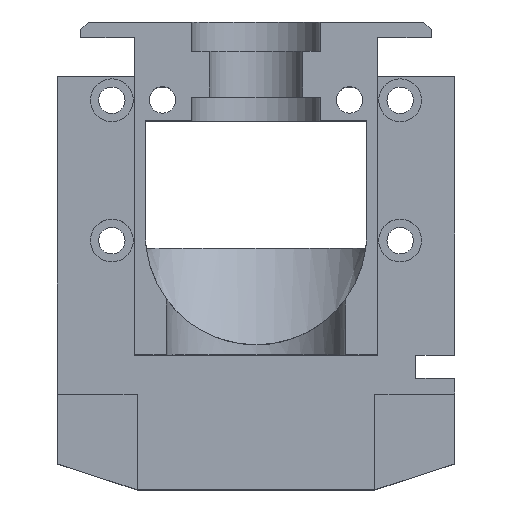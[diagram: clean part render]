
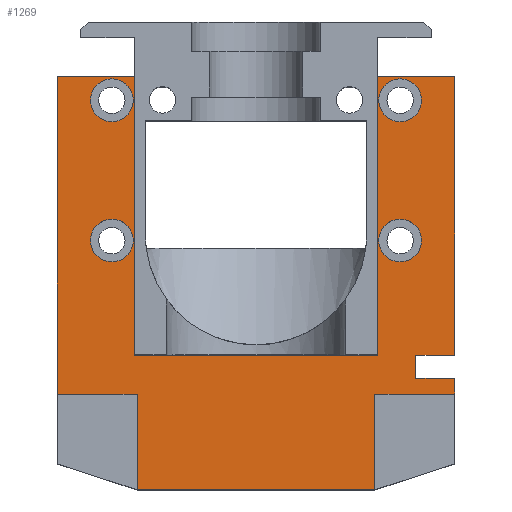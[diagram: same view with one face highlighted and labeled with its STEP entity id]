
A CAD part, top view. The second image highlights one B-rep face of the part: STEP entity #1269.
In plain terms, the highlighted planar face has unit normal (0, 0, 1).
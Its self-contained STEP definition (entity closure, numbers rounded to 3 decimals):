
#316 = VERTEX_POINT('',#317);
#317 = CARTESIAN_POINT('',(-15.6,13.,5.));
#324 = VERTEX_POINT('',#325);
#325 = CARTESIAN_POINT('',(15.6,13.,5.));
#493 = VERTEX_POINT('',#494);
#494 = CARTESIAN_POINT('',(15.6,-22.7,5.));
#500 = EDGE_CURVE('',#324,#493,#501,.T.);
#501 = LINE('',#502,#503);
#502 = CARTESIAN_POINT('',(15.6,18.,5.));
#503 = VECTOR('',#504,1.);
#504 = DIRECTION('',(0.,-1.,0.));
#821 = EDGE_CURVE('',#316,#822,#824,.T.);
#822 = VERTEX_POINT('',#823);
#823 = CARTESIAN_POINT('',(-15.6,-22.7,5.));
#824 = LINE('',#825,#826);
#825 = CARTESIAN_POINT('',(-15.6,13.,5.));
#826 = VECTOR('',#827,1.);
#827 = DIRECTION('',(0.,-1.,0.));
#855 = VERTEX_POINT('',#856);
#856 = CARTESIAN_POINT('',(-25.5,13.,5.));
#862 = EDGE_CURVE('',#855,#316,#863,.T.);
#863 = LINE('',#864,#865);
#864 = CARTESIAN_POINT('',(-25.5,13.,5.));
#865 = VECTOR('',#866,1.);
#866 = DIRECTION('',(1.,0.,0.));
#869 = EDGE_CURVE('',#324,#870,#872,.T.);
#870 = VERTEX_POINT('',#871);
#871 = CARTESIAN_POINT('',(25.5,13.,5.));
#872 = LINE('',#873,#874);
#873 = CARTESIAN_POINT('',(15.6,13.,5.));
#874 = VECTOR('',#875,1.);
#875 = DIRECTION('',(1.,0.,0.));
#1229 = EDGE_CURVE('',#822,#493,#1230,.T.);
#1230 = LINE('',#1231,#1232);
#1231 = CARTESIAN_POINT('',(-15.6,-22.7,5.));
#1232 = VECTOR('',#1233,1.);
#1233 = DIRECTION('',(1.,0.,0.));
#1269 = ADVANCED_FACE('',(#1270,#1363,#1374,#1385,#1396),#1407,.T.);
#1270 = FACE_BOUND('',#1271,.T.);
#1271 = EDGE_LOOP('',(#1272,#1273,#1274,#1275,#1276,#1277,#1285,#1293,
    #1301,#1309,#1317,#1325,#1333,#1341,#1349,#1357));
#1272 = ORIENTED_EDGE('',*,*,#869,.F.);
#1273 = ORIENTED_EDGE('',*,*,#500,.T.);
#1274 = ORIENTED_EDGE('',*,*,#1229,.F.);
#1275 = ORIENTED_EDGE('',*,*,#821,.F.);
#1276 = ORIENTED_EDGE('',*,*,#862,.F.);
#1277 = ORIENTED_EDGE('',*,*,#1278,.T.);
#1278 = EDGE_CURVE('',#855,#1279,#1281,.T.);
#1279 = VERTEX_POINT('',#1280);
#1280 = CARTESIAN_POINT('',(-25.5,-27.7,5.));
#1281 = LINE('',#1282,#1283);
#1282 = CARTESIAN_POINT('',(-25.5,13.,5.));
#1283 = VECTOR('',#1284,1.);
#1284 = DIRECTION('',(0.,-1.,0.));
#1285 = ORIENTED_EDGE('',*,*,#1286,.T.);
#1286 = EDGE_CURVE('',#1279,#1287,#1289,.T.);
#1287 = VERTEX_POINT('',#1288);
#1288 = CARTESIAN_POINT('',(-15.25,-27.7,5.));
#1289 = LINE('',#1290,#1291);
#1290 = CARTESIAN_POINT('',(-25.5,-27.7,5.));
#1291 = VECTOR('',#1292,1.);
#1292 = DIRECTION('',(1.,0.,0.));
#1293 = ORIENTED_EDGE('',*,*,#1294,.T.);
#1294 = EDGE_CURVE('',#1287,#1295,#1297,.T.);
#1295 = VERTEX_POINT('',#1296);
#1296 = CARTESIAN_POINT('',(-15.25,-40.,5.));
#1297 = LINE('',#1298,#1299);
#1298 = CARTESIAN_POINT('',(-15.25,-27.7,5.));
#1299 = VECTOR('',#1300,1.);
#1300 = DIRECTION('',(0.,-1.,0.));
#1301 = ORIENTED_EDGE('',*,*,#1302,.T.);
#1302 = EDGE_CURVE('',#1295,#1303,#1305,.T.);
#1303 = VERTEX_POINT('',#1304);
#1304 = CARTESIAN_POINT('',(15.25,-40.,5.));
#1305 = LINE('',#1306,#1307);
#1306 = CARTESIAN_POINT('',(-15.25,-40.,5.));
#1307 = VECTOR('',#1308,1.);
#1308 = DIRECTION('',(1.,0.,0.));
#1309 = ORIENTED_EDGE('',*,*,#1310,.T.);
#1310 = EDGE_CURVE('',#1303,#1311,#1313,.T.);
#1311 = VERTEX_POINT('',#1312);
#1312 = CARTESIAN_POINT('',(15.25,-27.7,5.));
#1313 = LINE('',#1314,#1315);
#1314 = CARTESIAN_POINT('',(15.25,-40.,5.));
#1315 = VECTOR('',#1316,1.);
#1316 = DIRECTION('',(0.,1.,0.));
#1317 = ORIENTED_EDGE('',*,*,#1318,.T.);
#1318 = EDGE_CURVE('',#1311,#1319,#1321,.T.);
#1319 = VERTEX_POINT('',#1320);
#1320 = CARTESIAN_POINT('',(25.5,-27.7,5.));
#1321 = LINE('',#1322,#1323);
#1322 = CARTESIAN_POINT('',(15.25,-27.7,5.));
#1323 = VECTOR('',#1324,1.);
#1324 = DIRECTION('',(1.,0.,0.));
#1325 = ORIENTED_EDGE('',*,*,#1326,.F.);
#1326 = EDGE_CURVE('',#1327,#1319,#1329,.T.);
#1327 = VERTEX_POINT('',#1328);
#1328 = CARTESIAN_POINT('',(25.5,-25.7,5.));
#1329 = LINE('',#1330,#1331);
#1330 = CARTESIAN_POINT('',(25.5,13.,5.));
#1331 = VECTOR('',#1332,1.);
#1332 = DIRECTION('',(0.,-1.,0.));
#1333 = ORIENTED_EDGE('',*,*,#1334,.F.);
#1334 = EDGE_CURVE('',#1335,#1327,#1337,.T.);
#1335 = VERTEX_POINT('',#1336);
#1336 = CARTESIAN_POINT('',(20.5,-25.7,5.));
#1337 = LINE('',#1338,#1339);
#1338 = CARTESIAN_POINT('',(20.5,-25.7,5.));
#1339 = VECTOR('',#1340,1.);
#1340 = DIRECTION('',(1.,0.,0.));
#1341 = ORIENTED_EDGE('',*,*,#1342,.F.);
#1342 = EDGE_CURVE('',#1343,#1335,#1345,.T.);
#1343 = VERTEX_POINT('',#1344);
#1344 = CARTESIAN_POINT('',(20.5,-22.7,5.));
#1345 = LINE('',#1346,#1347);
#1346 = CARTESIAN_POINT('',(20.5,-22.7,5.));
#1347 = VECTOR('',#1348,1.);
#1348 = DIRECTION('',(0.,-1.,0.));
#1349 = ORIENTED_EDGE('',*,*,#1350,.F.);
#1350 = EDGE_CURVE('',#1351,#1343,#1353,.T.);
#1351 = VERTEX_POINT('',#1352);
#1352 = CARTESIAN_POINT('',(25.5,-22.7,5.));
#1353 = LINE('',#1354,#1355);
#1354 = CARTESIAN_POINT('',(25.5,-22.7,5.));
#1355 = VECTOR('',#1356,1.);
#1356 = DIRECTION('',(-1.,0.,0.));
#1357 = ORIENTED_EDGE('',*,*,#1358,.F.);
#1358 = EDGE_CURVE('',#870,#1351,#1359,.T.);
#1359 = LINE('',#1360,#1361);
#1360 = CARTESIAN_POINT('',(25.5,13.,5.));
#1361 = VECTOR('',#1362,1.);
#1362 = DIRECTION('',(0.,-1.,0.));
#1363 = FACE_BOUND('',#1364,.T.);
#1364 = EDGE_LOOP('',(#1365));
#1365 = ORIENTED_EDGE('',*,*,#1366,.F.);
#1366 = EDGE_CURVE('',#1367,#1367,#1369,.T.);
#1367 = VERTEX_POINT('',#1368);
#1368 = CARTESIAN_POINT('',(-15.75,-8.,5.));
#1369 = CIRCLE('',#1370,2.75);
#1370 = AXIS2_PLACEMENT_3D('',#1371,#1372,#1373);
#1371 = CARTESIAN_POINT('',(-18.5,-8.,5.));
#1372 = DIRECTION('',(0.,0.,1.));
#1373 = DIRECTION('',(1.,0.,0.));
#1374 = FACE_BOUND('',#1375,.T.);
#1375 = EDGE_LOOP('',(#1376));
#1376 = ORIENTED_EDGE('',*,*,#1377,.F.);
#1377 = EDGE_CURVE('',#1378,#1378,#1380,.T.);
#1378 = VERTEX_POINT('',#1379);
#1379 = CARTESIAN_POINT('',(21.25,-8.,5.));
#1380 = CIRCLE('',#1381,2.75);
#1381 = AXIS2_PLACEMENT_3D('',#1382,#1383,#1384);
#1382 = CARTESIAN_POINT('',(18.5,-8.,5.));
#1383 = DIRECTION('',(0.,0.,1.));
#1384 = DIRECTION('',(1.,0.,0.));
#1385 = FACE_BOUND('',#1386,.T.);
#1386 = EDGE_LOOP('',(#1387));
#1387 = ORIENTED_EDGE('',*,*,#1388,.F.);
#1388 = EDGE_CURVE('',#1389,#1389,#1391,.T.);
#1389 = VERTEX_POINT('',#1390);
#1390 = CARTESIAN_POINT('',(-15.75,10.,5.));
#1391 = CIRCLE('',#1392,2.75);
#1392 = AXIS2_PLACEMENT_3D('',#1393,#1394,#1395);
#1393 = CARTESIAN_POINT('',(-18.5,10.,5.));
#1394 = DIRECTION('',(0.,0.,1.));
#1395 = DIRECTION('',(1.,0.,0.));
#1396 = FACE_BOUND('',#1397,.T.);
#1397 = EDGE_LOOP('',(#1398));
#1398 = ORIENTED_EDGE('',*,*,#1399,.F.);
#1399 = EDGE_CURVE('',#1400,#1400,#1402,.T.);
#1400 = VERTEX_POINT('',#1401);
#1401 = CARTESIAN_POINT('',(21.25,10.,5.));
#1402 = CIRCLE('',#1403,2.75);
#1403 = AXIS2_PLACEMENT_3D('',#1404,#1405,#1406);
#1404 = CARTESIAN_POINT('',(18.5,10.,5.));
#1405 = DIRECTION('',(0.,0.,1.));
#1406 = DIRECTION('',(1.,0.,0.));
#1407 = PLANE('',#1408);
#1408 = AXIS2_PLACEMENT_3D('',#1409,#1410,#1411);
#1409 = CARTESIAN_POINT('',(0.,-5.069,5.));
#1410 = DIRECTION('',(0.,0.,1.));
#1411 = DIRECTION('',(1.,0.,0.));
